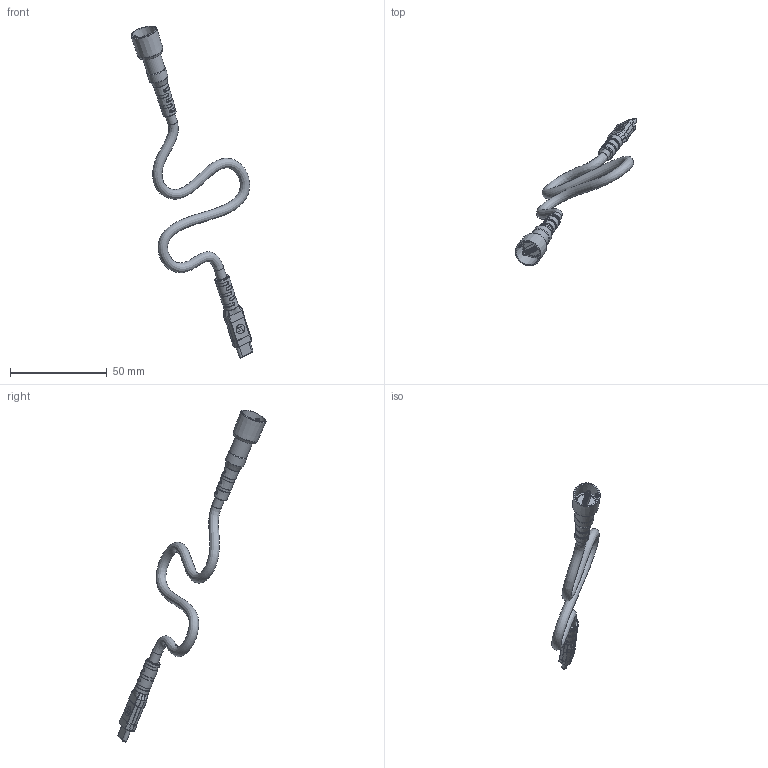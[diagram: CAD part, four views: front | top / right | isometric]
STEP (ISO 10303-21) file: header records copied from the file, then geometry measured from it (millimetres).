
FILE_DESCRIPTION(/* description */ ('USB-C CABLE ASSEMBLY'),/* implementation_level */ '2;1');
FILE_NAME(/* name */ 'SI-4000 USB-C CABLE ASSEMBLY.stp',/* time_stamp */ '2025-01-01T20:52:40-08:00',/* author */ ('BrettHartt'),/* organization */ (''),/* preprocessor_version */ 'ST-DEVELOPER v20',/* originating_system */ 'Autodesk Inventor 2024',/* authorisation */ '');
FILE_SCHEMA (('AUTOMOTIVE_DESIGN { 1 0 10303 214 3 1 1 }'));
Length unit declared in the file: millimetre
Products named in the file (8): SI-4000 ; SI-4100; SI-4500; SI-4200 CABLE JACKET; SI-4400 CABLE OVERMOLD_a; SI-4300 CABLE PCBA; SI-4410 CABLE OVERMOLD - FLAT; Molex_1054440001
Assembly tree (8 placements, depth 3):
  SI-4000 
    SI-4100
    SI-4500
      SI-4200 CABLE JACKET
      SI-4400 CABLE OVERMOLD_a
      SI-4300 CABLE PCBA
      Molex_1054440001  x2
      SI-4410 CABLE OVERMOLD - FLAT
Bounding box: 63.06 x 76.63 x 171.78 mm (x, y, z)
Volume: 4384.4 mm3; surface area: 13040.6 mm2
Topology: 7 solids, 7 shells, 1652 faces, 4322 edges, 2800 vertices
Faces by surface type: plane 1229, cylinder 224, bspline 88, cone 62, torus 49
Full cylindrical faces by diameter (mm): 1.5 x6, 4 x2, 5 x6, 7.6 x1, 8.6 x1, 9.5 x1, 10 x1, 10.8 x1
Entity records: 37940 total; most frequent: CARTESIAN_POINT 13173, ORIENTED_EDGE 5204, DIRECTION 4804, EDGE_CURVE 2602, LINE 1900, VECTOR 1900, VERTEX_POINT 1675, AXIS2_PLACEMENT_3D 1452
